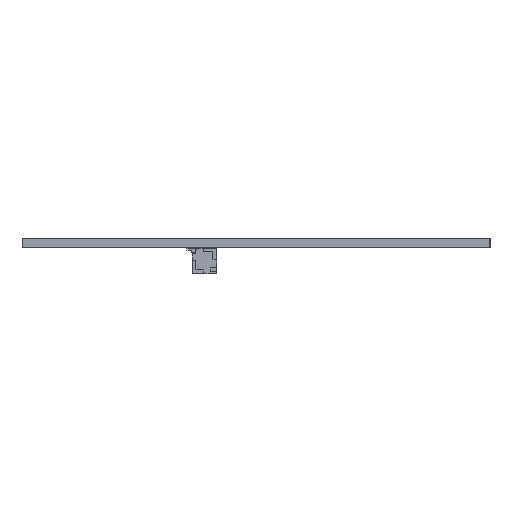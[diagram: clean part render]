
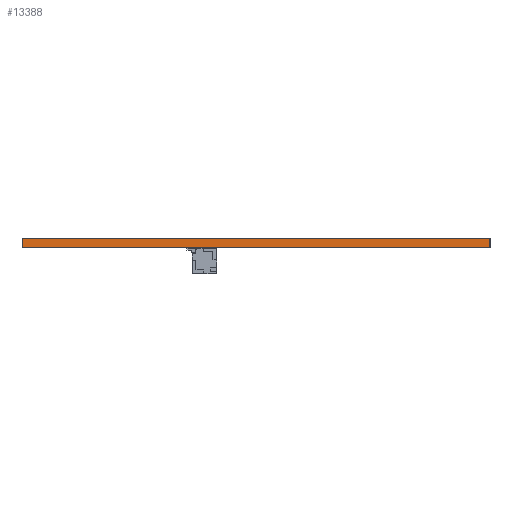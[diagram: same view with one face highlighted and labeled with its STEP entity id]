
A CAD part, left-side view. The second image highlights one B-rep face of the part: STEP entity #13388.
In plain terms, the highlighted planar face has unit normal (-1, 0, 0).
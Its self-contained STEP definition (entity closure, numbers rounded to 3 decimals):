
#4625 = VERTEX_POINT('',#4626);
#4626 = CARTESIAN_POINT('',(95.,-51.025,0.));
#4632 = EDGE_CURVE('',#4633,#4625,#4635,.T.);
#4633 = VERTEX_POINT('',#4634);
#4634 = CARTESIAN_POINT('',(95.,-129.025,0.));
#4635 = LINE('',#4636,#4637);
#4636 = CARTESIAN_POINT('',(95.,-129.025,0.));
#4637 = VECTOR('',#4638,1.);
#4638 = DIRECTION('',(0.,1.,0.));
#8993 = VERTEX_POINT('',#8994);
#8994 = CARTESIAN_POINT('',(95.,-51.025,1.6));
#9000 = EDGE_CURVE('',#9001,#8993,#9003,.T.);
#9001 = VERTEX_POINT('',#9002);
#9002 = CARTESIAN_POINT('',(95.,-129.025,1.6));
#9003 = LINE('',#9004,#9005);
#9004 = CARTESIAN_POINT('',(95.,-129.025,1.6));
#9005 = VECTOR('',#9006,1.);
#9006 = DIRECTION('',(0.,1.,0.));
#13358 = EDGE_CURVE('',#4625,#8993,#13359,.T.);
#13359 = LINE('',#13360,#13361);
#13360 = CARTESIAN_POINT('',(95.,-51.025,0.));
#13361 = VECTOR('',#13362,1.);
#13362 = DIRECTION('',(0.,0.,1.));
#13388 = ADVANCED_FACE('',(#13389),#13400,.T.);
#13389 = FACE_BOUND('',#13390,.T.);
#13390 = EDGE_LOOP('',(#13391,#13397,#13398,#13399));
#13391 = ORIENTED_EDGE('',*,*,#13392,.T.);
#13392 = EDGE_CURVE('',#4633,#9001,#13393,.T.);
#13393 = LINE('',#13394,#13395);
#13394 = CARTESIAN_POINT('',(95.,-129.025,0.));
#13395 = VECTOR('',#13396,1.);
#13396 = DIRECTION('',(0.,0.,1.));
#13397 = ORIENTED_EDGE('',*,*,#9000,.T.);
#13398 = ORIENTED_EDGE('',*,*,#13358,.F.);
#13399 = ORIENTED_EDGE('',*,*,#4632,.F.);
#13400 = PLANE('',#13401);
#13401 = AXIS2_PLACEMENT_3D('',#13402,#13403,#13404);
#13402 = CARTESIAN_POINT('',(95.,-129.025,0.));
#13403 = DIRECTION('',(-1.,0.,0.));
#13404 = DIRECTION('',(0.,1.,0.));
